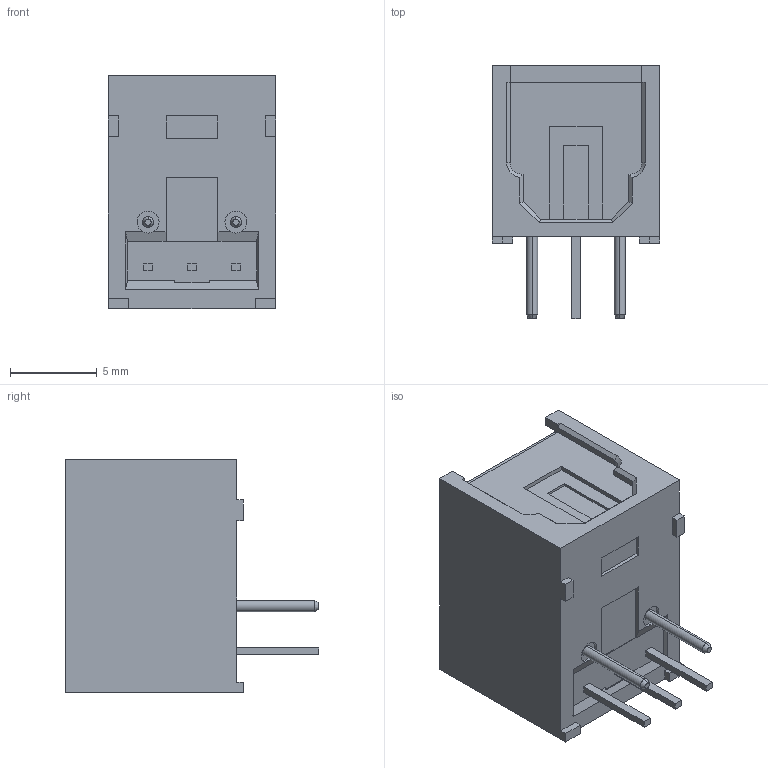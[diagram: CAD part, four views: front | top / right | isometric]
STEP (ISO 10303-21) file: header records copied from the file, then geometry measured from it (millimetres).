
FILE_DESCRIPTION (( 'STEP AP214' ), '1' );
FILE_NAME ('PLT133(slash)T10W.STEP', '2020-10-16T10:09:22', ( '' ), ( '' ), 'SwSTEP 2.0', 'SolidWorks 2017', '' );
FILE_SCHEMA (( 'AUTOMOTIVE_DESIGN' ));
Length unit declared in the file: millimetre
Products named in the file (1): PLT133(slash)T10W
Bounding box: 9.7 x 14.65 x 13.5 mm (x, y, z)
Volume: 1235.4 mm3; surface area: 1023.7 mm2
Topology: 7 solids, 7 shells, 148 faces, 362 edges, 236 vertices
Faces by surface type: plane 126, cylinder 12, cone 10
Entity records: 4366 total; most frequent: CARTESIAN_POINT 765, ORIENTED_EDGE 724, DIRECTION 692, EDGE_CURVE 362, LINE 318, VECTOR 318, VERTEX_POINT 236, AXIS2_PLACEMENT_3D 187
